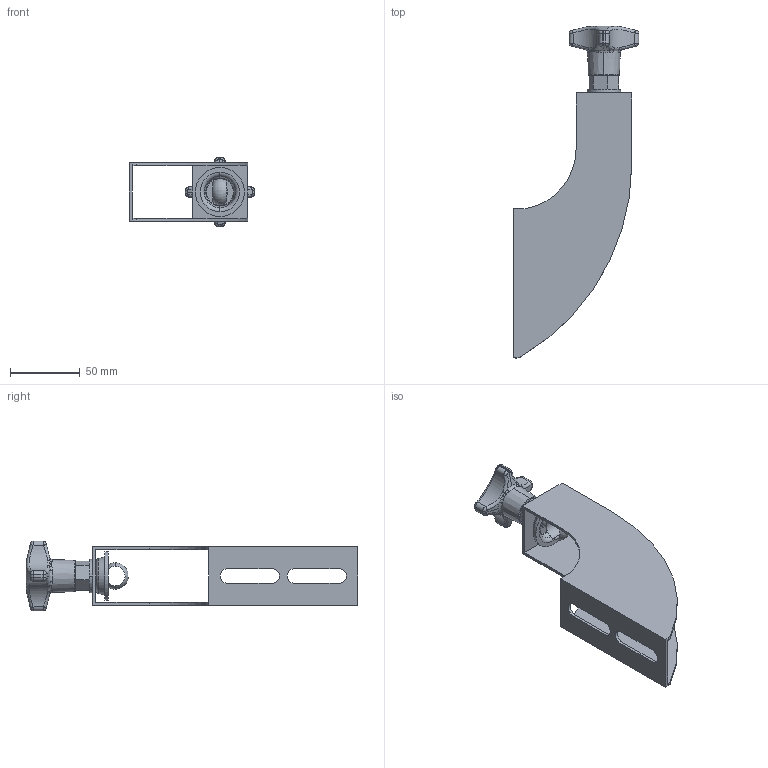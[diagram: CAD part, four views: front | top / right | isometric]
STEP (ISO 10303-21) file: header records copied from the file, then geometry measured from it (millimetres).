
FILE_DESCRIPTION (( 'STEP AP214' ), '1' );
FILE_NAME ('Rexnord-S0682-684422.STEP', '2023-08-01T09:08:45', ( '' ), ( '' ), 'SwSTEP 2.0', 'SolidWorks 2022', '' );
FILE_SCHEMA (( 'AUTOMOTIVE_DESIGN' ));
Length unit declared in the file: millimetre
Products named in the file (7): Rexnord-S0682-684422; Rexnord-S0682-684422_KNOB; Rexnord-S0682-684422_CAP; Rexnord-S0682-684422_NUT; Rexnord-S0682-684422_eye bolt; Rexnord-S0682-684422_bracket; Rexnord-S0682-684422_WASHER
Assembly tree (6 placements, depth 2):
  Rexnord-S0682-684422
    Rexnord-S0682-684422_bracket
    Rexnord-S0682-684422_CAP
    Rexnord-S0682-684422_eye bolt
    Rexnord-S0682-684422_NUT
    Rexnord-S0682-684422_KNOB
    Rexnord-S0682-684422_WASHER
Bounding box: 90 x 238.01 x 50 mm (x, y, z)
Volume: 77126.6 mm3; surface area: 63487.1 mm2
Topology: 6 solids, 6 shells, 175 faces, 434 edges, 271 vertices
Faces by surface type: bspline 64, cylinder 49, plane 35, cone 16, torus 11
Entity records: 9210 total; most frequent: CARTESIAN_POINT 5278, ORIENTED_EDGE 868, DIRECTION 659, EDGE_CURVE 434, VERTEX_POINT 271, AXIS2_PLACEMENT_3D 266, EDGE_LOOP 191, ADVANCED_FACE 175
